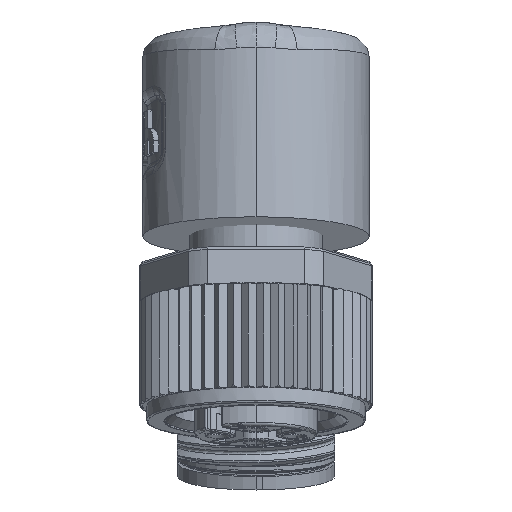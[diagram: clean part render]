
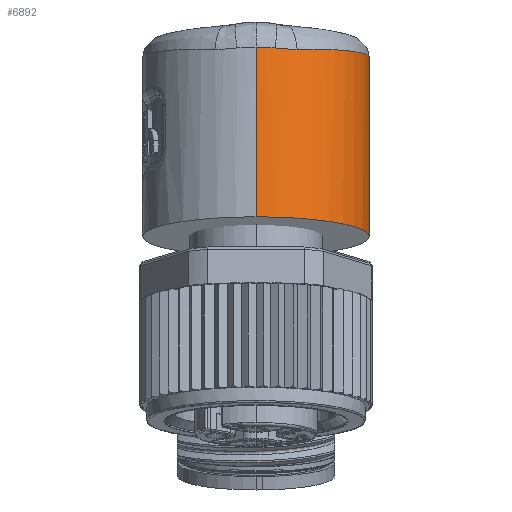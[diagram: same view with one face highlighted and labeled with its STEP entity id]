
A CAD part, front view. The second image highlights one B-rep face of the part: STEP entity #6892.
In plain terms, the highlighted cylindrical face has radius 7.5 mm (diameter 15 mm), a partial arc.
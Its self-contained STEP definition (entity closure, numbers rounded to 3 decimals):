
#6892=ADVANCED_FACE('',(#13826),#13827,.T.);
#13826=FACE_OUTER_BOUND('',#43741,.T.);
#13827=CYLINDRICAL_SURFACE('',#43742,7.5);
#43741=EDGE_LOOP('',(#65141,#65142,#65143,#65144,#65145,#65146,#65147,#65148,#65149,#65150,#65151));
#43742=AXIS2_PLACEMENT_3D('',#65152,#65153,#65154);
#65141=ORIENTED_EDGE('',*,*,#73397,.F.);
#65142=ORIENTED_EDGE('',*,*,#73401,.F.);
#65143=ORIENTED_EDGE('',*,*,#73538,.F.);
#65144=ORIENTED_EDGE('',*,*,#73539,.F.);
#65145=ORIENTED_EDGE('',*,*,#73540,.F.);
#65146=ORIENTED_EDGE('',*,*,#73403,.F.);
#65147=ORIENTED_EDGE('',*,*,#73393,.F.);
#65148=ORIENTED_EDGE('',*,*,#73541,.F.);
#65149=ORIENTED_EDGE('',*,*,#73448,.T.);
#65150=ORIENTED_EDGE('',*,*,#73542,.T.);
#65151=ORIENTED_EDGE('',*,*,#73390,.F.);
#65152=CARTESIAN_POINT('',(0.0,6.646,-7.682));
#65153=DIRECTION('',(0.0,-0.174,-0.985));
#65154=DIRECTION('',(0.0,-0.985,0.174));
#73390=EDGE_CURVE('',#85047,#85043,#85049,.T.);
#73393=EDGE_CURVE('',#85051,#85053,#85054,.T.);
#73397=EDGE_CURVE('',#85057,#85047,#85059,.T.);
#73401=EDGE_CURVE('',#85063,#85057,#85065,.T.);
#73403=EDGE_CURVE('',#85053,#85067,#85068,.T.);
#73448=EDGE_CURVE('',#85128,#85127,#85130,.T.);
#73538=EDGE_CURVE('',#85256,#85063,#85257,.T.);
#73539=EDGE_CURVE('',#85258,#85256,#85259,.T.);
#73540=EDGE_CURVE('',#85067,#85258,#85260,.T.);
#73541=EDGE_CURVE('',#85128,#85051,#85261,.T.);
#73542=EDGE_CURVE('',#85127,#85043,#85262,.T.);
#85043=VERTEX_POINT('',#111115);
#85047=VERTEX_POINT('',#111143);
#85049=B_SPLINE_CURVE_WITH_KNOTS('',3,(#111149,#111150,#111151,#111152,#111153,#111154,#111155,#111156,#111157,#111158,#111159,#111160,#111161,#111162,#111163,#111164,#111165,#111166,#111167,#111168,#111169,#111170),.UNSPECIFIED.,.F.,.F.,(4,1,1,1,1,1,1,1,1,1,1,1,1,1,1,1,1,1,1,4),(0.0,0.053,0.105,0.158,0.211,0.263,0.316,0.368,0.421,0.474,0.526,0.579,0.632,0.684,0.737,0.789,0.842,0.895,0.947,1.0),.UNSPECIFIED.);
#85051=VERTEX_POINT('',#111172);
#85053=VERTEX_POINT('',#111180);
#85054=B_SPLINE_CURVE_WITH_KNOTS('',3,(#111181,#111182,#111183,#111184,#111185,#111186,#111187,#111188),.UNSPECIFIED.,.F.,.F.,(4,1,1,1,1,4),(0.0,0.203,0.406,0.606,0.804,1.0),.UNSPECIFIED.);
#85057=VERTEX_POINT('',#111197);
#85059=B_SPLINE_CURVE_WITH_KNOTS('',3,(#111202,#111203,#111204,#111205,#111206,#111207),.UNSPECIFIED.,.F.,.F.,(4,1,1,4),(0.0,0.333,0.667,1.0),.UNSPECIFIED.);
#85063=VERTEX_POINT('',#111216);
#85065=B_SPLINE_CURVE_WITH_KNOTS('',3,(#111221,#111222,#111223,#111224,#111225,#111226),.UNSPECIFIED.,.F.,.F.,(4,1,1,4),(0.0,0.333,0.667,1.0),.UNSPECIFIED.);
#85067=VERTEX_POINT('',#111228);
#85068=B_SPLINE_CURVE_WITH_KNOTS('',3,(#111229,#111230,#111231,#111232,#111233,#111234),.UNSPECIFIED.,.F.,.F.,(4,1,1,4),(0.0,0.333,0.667,1.0),.UNSPECIFIED.);
#85127=VERTEX_POINT('',#111423);
#85128=VERTEX_POINT('',#111424);
#85130=CIRCLE('',#111426,7.5);
#85256=VERTEX_POINT('',#112137);
#85257=B_SPLINE_CURVE_WITH_KNOTS('',3,(#112138,#112139,#112140,#112141,#112142,#112143),.UNSPECIFIED.,.F.,.F.,(4,1,1,4),(0.0,0.333,0.667,1.0),.UNSPECIFIED.);
#85258=VERTEX_POINT('',#112144);
#85259=B_SPLINE_CURVE_WITH_KNOTS('',3,(#112145,#112146,#112147,#112148,#112149,#112150),.UNSPECIFIED.,.F.,.F.,(4,1,1,4),(0.0,0.333,0.667,1.0),.UNSPECIFIED.);
#85260=B_SPLINE_CURVE_WITH_KNOTS('',3,(#112151,#112152,#112153,#112154,#112155,#112156,#112157,#112158,#112159,#112160,#112161,#112162,#112163,#112164,#112165),.UNSPECIFIED.,.F.,.F.,(4,1,1,1,1,1,1,1,1,1,1,1,4),(0.0,0.083,0.167,0.25,0.333,0.417,0.5,0.583,0.667,0.75,0.833,0.917,1.0),.UNSPECIFIED.);
#85261=LINE('',#112166,#112167);
#85262=LINE('',#112168,#112169);
#111115=CARTESIAN_POINT('',(0.,14.348,-7.187));
#111143=CARTESIAN_POINT('',(6.536,11.568,-0.949));
#111149=CARTESIAN_POINT('',(6.536,11.568,-0.949));
#111150=CARTESIAN_POINT('',(6.52,11.574,-1.077));
#111151=CARTESIAN_POINT('',(6.481,11.598,-1.342));
#111152=CARTESIAN_POINT('',(6.394,11.67,-1.769));
#111153=CARTESIAN_POINT('',(6.273,11.784,-2.227));
#111154=CARTESIAN_POINT('',(6.109,11.942,-2.719));
#111155=CARTESIAN_POINT('',(5.893,12.145,-3.24));
#111156=CARTESIAN_POINT('',(5.622,12.382,-3.772));
#111157=CARTESIAN_POINT('',(5.296,12.642,-4.298));
#111158=CARTESIAN_POINT('',(4.928,12.904,-4.791));
#111159=CARTESIAN_POINT('',(4.528,13.155,-5.239));
#111160=CARTESIAN_POINT('',(4.105,13.387,-5.637));
#111161=CARTESIAN_POINT('',(3.667,13.595,-5.984));
#111162=CARTESIAN_POINT('',(3.219,13.777,-6.282));
#111163=CARTESIAN_POINT('',(2.764,13.934,-6.534));
#111164=CARTESIAN_POINT('',(2.305,14.064,-6.741));
#111165=CARTESIAN_POINT('',(1.844,14.169,-6.907));
#111166=CARTESIAN_POINT('',(1.381,14.25,-7.034));
#111167=CARTESIAN_POINT('',(0.918,14.307,-7.123));
#111168=CARTESIAN_POINT('',(0.457,14.341,-7.175));
#111169=CARTESIAN_POINT('',(0.152,14.348,-7.187));
#111170=CARTESIAN_POINT('',(0.,14.348,-7.187));
#111172=CARTESIAN_POINT('',(0.,1.239,4.847));
#111180=CARTESIAN_POINT('',(1.266,1.337,4.784));
#111181=CARTESIAN_POINT('',(0.,1.239,4.847));
#111182=CARTESIAN_POINT('',(0.086,1.239,4.847));
#111183=CARTESIAN_POINT('',(0.259,1.242,4.846));
#111184=CARTESIAN_POINT('',(0.516,1.254,4.839));
#111185=CARTESIAN_POINT('',(0.769,1.274,4.828));
#111186=CARTESIAN_POINT('',(1.019,1.302,4.81));
#111187=CARTESIAN_POINT('',(1.184,1.325,4.794));
#111188=CARTESIAN_POINT('',(1.266,1.337,4.784));
#111197=CARTESIAN_POINT('',(6.569,11.604,-0.401));
#111202=CARTESIAN_POINT('',(6.569,11.604,-0.401));
#111203=CARTESIAN_POINT('',(6.569,11.594,-0.458));
#111204=CARTESIAN_POINT('',(6.568,11.576,-0.576));
#111205=CARTESIAN_POINT('',(6.557,11.563,-0.758));
#111206=CARTESIAN_POINT('',(6.544,11.565,-0.885));
#111207=CARTESIAN_POINT('',(6.536,11.568,-0.949));
#111216=CARTESIAN_POINT('',(6.561,11.795,0.599));
#111221=CARTESIAN_POINT('',(6.561,11.795,0.599));
#111222=CARTESIAN_POINT('',(6.562,11.774,0.488));
#111223=CARTESIAN_POINT('',(6.564,11.732,0.266));
#111224=CARTESIAN_POINT('',(6.567,11.667,-0.067));
#111225=CARTESIAN_POINT('',(6.568,11.625,-0.29));
#111226=CARTESIAN_POINT('',(6.569,11.604,-0.401));
#111228=CARTESIAN_POINT('',(2.72,1.732,4.701));
#111229=CARTESIAN_POINT('',(1.266,1.337,4.784));
#111230=CARTESIAN_POINT('',(1.44,1.364,4.765));
#111231=CARTESIAN_POINT('',(1.781,1.43,4.731));
#111232=CARTESIAN_POINT('',(2.267,1.564,4.702));
#111233=CARTESIAN_POINT('',(2.572,1.673,4.699));
#111234=CARTESIAN_POINT('',(2.72,1.732,4.701));
#111423=CARTESIAN_POINT('',(0.,14.032,-8.984));
#111424=CARTESIAN_POINT('',(0.0,-0.741,-6.379));
#111426=AXIS2_PLACEMENT_3D('',#121887,#121888,#121889);
#112137=CARTESIAN_POINT('',(6.507,12.012,1.274));
#112138=CARTESIAN_POINT('',(6.507,12.012,1.274));
#112139=CARTESIAN_POINT('',(6.519,11.977,1.194));
#112140=CARTESIAN_POINT('',(6.539,11.913,1.038));
#112141=CARTESIAN_POINT('',(6.556,11.841,0.812));
#112142=CARTESIAN_POINT('',(6.561,11.808,0.669));
#112143=CARTESIAN_POINT('',(6.561,11.795,0.599));
#112144=CARTESIAN_POINT('',(5.818,13.425,3.511));
#112145=CARTESIAN_POINT('',(5.818,13.425,3.511));
#112146=CARTESIAN_POINT('',(5.945,13.22,3.248));
#112147=CARTESIAN_POINT('',(6.158,12.838,2.731));
#112148=CARTESIAN_POINT('',(6.378,12.363,1.986));
#112149=CARTESIAN_POINT('',(6.471,12.117,1.509));
#112150=CARTESIAN_POINT('',(6.507,12.012,1.274));
#112151=CARTESIAN_POINT('',(2.72,1.732,4.701));
#112152=CARTESIAN_POINT('',(3.086,1.877,4.707));
#112153=CARTESIAN_POINT('',(3.796,2.226,4.71));
#112154=CARTESIAN_POINT('',(4.763,2.904,4.689));
#112155=CARTESIAN_POINT('',(5.613,3.722,4.644));
#112156=CARTESIAN_POINT('',(6.321,4.651,4.577));
#112157=CARTESIAN_POINT('',(6.89,5.702,4.488));
#112158=CARTESIAN_POINT('',(7.282,6.819,4.381));
#112159=CARTESIAN_POINT('',(7.492,7.984,4.257));
#112160=CARTESIAN_POINT('',(7.52,9.138,4.124));
#112161=CARTESIAN_POINT('',(7.361,10.32,3.976));
#112162=CARTESIAN_POINT('',(7.019,11.445,3.823));
#112163=CARTESIAN_POINT('',(6.508,12.494,3.667));
#112164=CARTESIAN_POINT('',(6.063,13.128,3.563));
#112165=CARTESIAN_POINT('',(5.818,13.425,3.511));
#112166=CARTESIAN_POINT('',(0.0,-0.741,-6.379));
#112167=VECTOR('',#121909,11.4);
#112168=CARTESIAN_POINT('',(0.,14.032,-8.984));
#112169=VECTOR('',#121910,1.825);
#121887=CARTESIAN_POINT('',(0.0,6.646,-7.682));
#121888=DIRECTION('',(0.0,0.174,0.985));
#121889=DIRECTION('',(0.0,-0.985,0.174));
#121909=DIRECTION('',(0.,0.174,0.985));
#121910=DIRECTION('',(0.,0.174,0.985));
